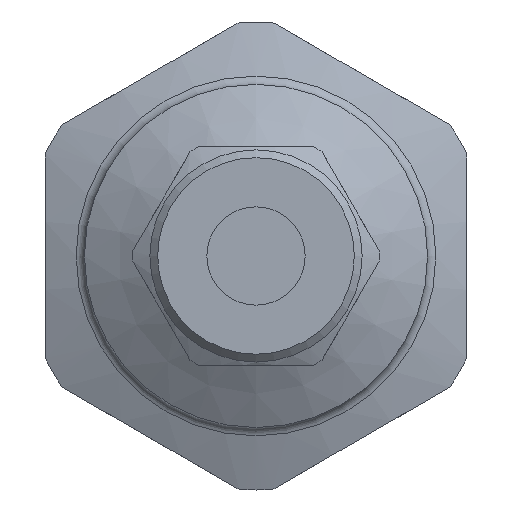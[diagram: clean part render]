
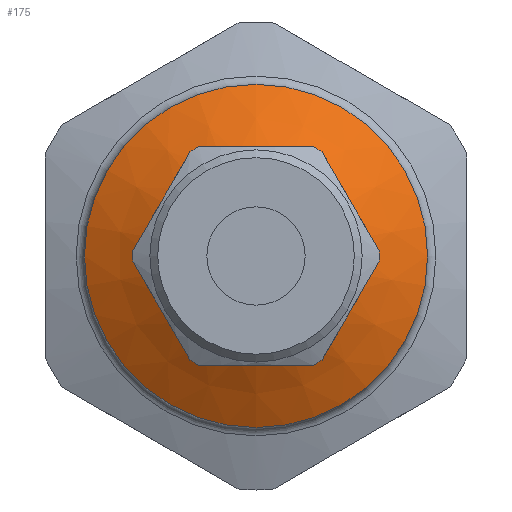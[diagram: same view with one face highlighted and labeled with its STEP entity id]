
A CAD part, front view. The second image highlights one B-rep face of the part: STEP entity #175.
In plain terms, the highlighted conical face has half-angle 60 degrees and reference radius 6.67 mm.
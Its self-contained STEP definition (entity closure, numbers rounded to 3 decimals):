
#175 = ADVANCED_FACE( '', ( #390, #391 ), #392, .T. );
#390 = FACE_OUTER_BOUND( '', #635, .T. );
#391 = FACE_BOUND( '', #636, .T. );
#392 = CONICAL_SURFACE( '', #637, 6.67, 1.047 );
#635 = EDGE_LOOP( '', ( #1046 ) );
#636 = EDGE_LOOP( '', ( #1047 ) );
#637 = AXIS2_PLACEMENT_3D( '', #1048, #1049, #1050 );
#1046 = ORIENTED_EDGE( '', *, *, #1417, .F. );
#1047 = ORIENTED_EDGE( '', *, *, #1418, .T. );
#1048 = CARTESIAN_POINT( '', ( 0., -57.8, 0. ) );
#1049 = DIRECTION( '', ( 0., 1., 0. ) );
#1050 = DIRECTION( '', ( 0., 0., -1. ) );
#1417 = EDGE_CURVE( '', #1702, #1702, #1703, .T. );
#1418 = EDGE_CURVE( '', #1704, #1704, #1705, .T. );
#1702 = VERTEX_POINT( '', #2217 );
#1703 = CIRCLE( '', #2218, 11. );
#1704 = VERTEX_POINT( '', #2219 );
#1705 = CIRCLE( '', #2220, 6.67 );
#2217 = CARTESIAN_POINT( '', ( 0., -55.3, -11. ) );
#2218 = AXIS2_PLACEMENT_3D( '', #2545, #2546, #2547 );
#2219 = CARTESIAN_POINT( '', ( 0., -57.8, -6.67 ) );
#2220 = AXIS2_PLACEMENT_3D( '', #2548, #2549, #2550 );
#2545 = CARTESIAN_POINT( '', ( 0., -55.3, 0. ) );
#2546 = DIRECTION( '', ( 0., 1., 0. ) );
#2547 = DIRECTION( '', ( 0., 0., -1. ) );
#2548 = CARTESIAN_POINT( '', ( 0., -57.8, 0. ) );
#2549 = DIRECTION( '', ( 0., 1., 0. ) );
#2550 = DIRECTION( '', ( 0., 0., -1. ) );
